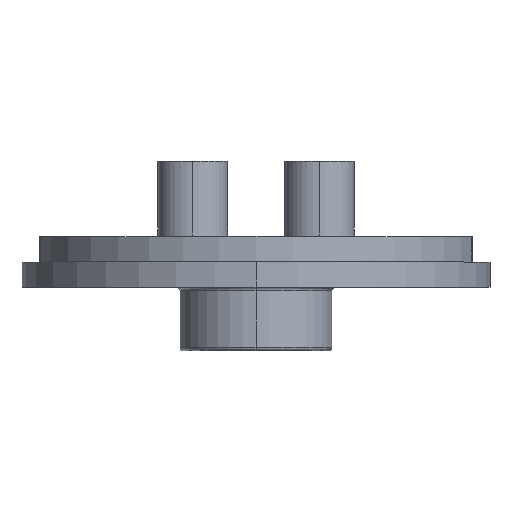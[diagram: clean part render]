
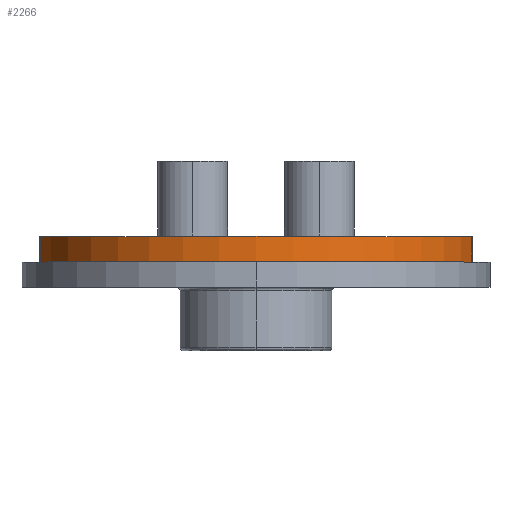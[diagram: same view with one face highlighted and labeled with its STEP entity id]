
A CAD part, top view. The second image highlights one B-rep face of the part: STEP entity #2266.
In plain terms, the highlighted cylindrical face has radius 17.5 mm (diameter 35 mm), a partial arc.
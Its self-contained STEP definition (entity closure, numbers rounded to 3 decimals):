
#352 = CARTESIAN_POINT ( 'NONE',  ( -17.072, 4., 3.845 ) ) ;
#444 = CARTESIAN_POINT ( 'NONE',  ( 0., 2., 0. ) ) ;
#479 = DIRECTION ( 'NONE',  ( 0., 1., 0. ) ) ;
#529 = CARTESIAN_POINT ( 'NONE',  ( -17.072, 2., 3.845 ) ) ;
#534 = DIRECTION ( 'NONE',  ( 0., 1., 0. ) ) ;
#542 = VERTEX_POINT ( 'NONE', #2273 ) ;
#670 = AXIS2_PLACEMENT_3D ( 'NONE', #1922, #847, #859 ) ;
#847 = DIRECTION ( 'NONE',  ( 0., -1., 0. ) ) ;
#859 = DIRECTION ( 'NONE',  ( 0., 0., -1. ) ) ;
#995 = DIRECTION ( 'NONE',  ( 0., -1., 0. ) ) ;
#1011 = EDGE_CURVE ( 'NONE', #1231, #542, #3327, .T. ) ;
#1017 = DIRECTION ( 'NONE',  ( 0., 0., 1. ) ) ;
#1170 = EDGE_CURVE ( 'NONE', #1753, #2656, #3383, .T. ) ;
#1231 = VERTEX_POINT ( 'NONE', #529 ) ;
#1327 = EDGE_CURVE ( 'NONE', #542, #2656, #2777, .T. ) ;
#1459 = AXIS2_PLACEMENT_3D ( 'NONE', #444, #2377, #1017 ) ;
#1753 = VERTEX_POINT ( 'NONE', #352 ) ;
#1790 = EDGE_CURVE ( 'NONE', #1753, #1231, #3470, .T. ) ;
#1922 = CARTESIAN_POINT ( 'NONE',  ( 0., 4., 0. ) ) ;
#1929 = CARTESIAN_POINT ( 'NONE',  ( 17.072, 4., 3.845 ) ) ;
#2067 = CARTESIAN_POINT ( 'NONE',  ( 17.072, 4., 3.845 ) ) ;
#2265 = VECTOR ( 'NONE', #534, 1000. ) ;
#2266 = ADVANCED_FACE ( 'NONE', ( #3151 ), #2894, .T. ) ;
#2273 = CARTESIAN_POINT ( 'NONE',  ( 17.072, 2., 3.845 ) ) ;
#2319 = ORIENTED_EDGE ( 'NONE', *, *, #1170, .F. ) ;
#2377 = DIRECTION ( 'NONE',  ( 0., 1., 0. ) ) ;
#2600 = VECTOR ( 'NONE', #995, 1000. ) ;
#2656 = VERTEX_POINT ( 'NONE', #2067 ) ;
#2777 = LINE ( 'NONE', #1929, #2265 ) ;
#2802 = ORIENTED_EDGE ( 'NONE', *, *, #1327, .T. ) ;
#2853 = AXIS2_PLACEMENT_3D ( 'NONE', #2997, #479, #3557 ) ;
#2894 = CYLINDRICAL_SURFACE ( 'NONE', #670, 17.5 ) ;
#2997 = CARTESIAN_POINT ( 'NONE',  ( 0., 4., 0. ) ) ;
#3151 = FACE_OUTER_BOUND ( 'NONE', #3371, .T. ) ;
#3170 = ORIENTED_EDGE ( 'NONE', *, *, #1790, .T. ) ;
#3327 = CIRCLE ( 'NONE', #1459, 17.5 ) ;
#3371 = EDGE_LOOP ( 'NONE', ( #3433, #2802, #2319, #3170 ) ) ;
#3383 = CIRCLE ( 'NONE', #2853, 17.5 ) ;
#3433 = ORIENTED_EDGE ( 'NONE', *, *, #1011, .T. ) ;
#3470 = LINE ( 'NONE', #3487, #2600 ) ;
#3487 = CARTESIAN_POINT ( 'NONE',  ( -17.072, 4., 3.845 ) ) ;
#3557 = DIRECTION ( 'NONE',  ( 0., 0., 1. ) ) ;
